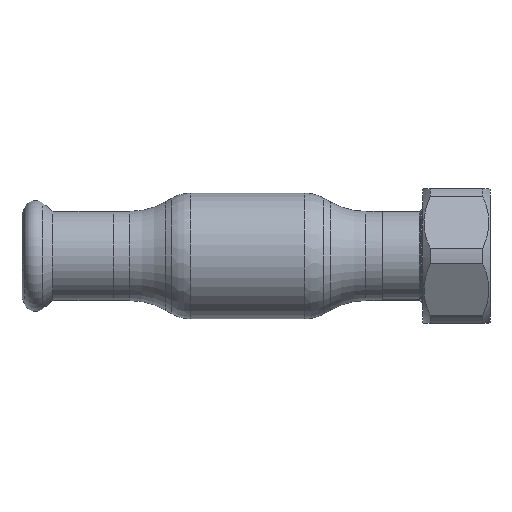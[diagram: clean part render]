
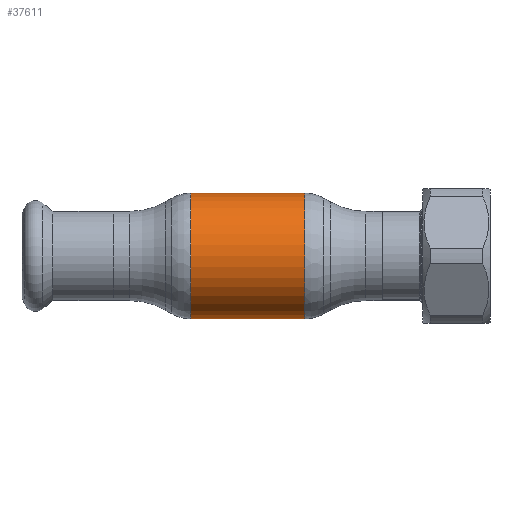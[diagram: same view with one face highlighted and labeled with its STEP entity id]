
A CAD part, front view. The second image highlights one B-rep face of the part: STEP entity #37611.
In plain terms, the highlighted cylindrical face has radius 15 mm (diameter 30 mm), a partial arc.
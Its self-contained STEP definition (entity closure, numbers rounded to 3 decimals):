
#11 = VECTOR ( 'NONE', #30150, 1000. ) ;
#1317 = DIRECTION ( 'NONE',  ( 0., 0., 1. ) ) ;
#2489 = CIRCLE ( 'NONE', #57996, 15. ) ;
#3067 = ORIENTED_EDGE ( 'NONE', *, *, #9035, .T. ) ;
#3591 = CYLINDRICAL_SURFACE ( 'NONE', #42930, 15. ) ;
#4759 = CARTESIAN_POINT ( 'NONE',  ( -13.588, 0., 0. ) ) ;
#5636 = VERTEX_POINT ( 'NONE', #49187 ) ;
#9035 = EDGE_CURVE ( 'NONE', #5636, #45064, #30420, .T. ) ;
#10486 = DIRECTION ( 'NONE',  ( -1., 0., 0. ) ) ;
#14288 = DIRECTION ( 'NONE',  ( -1., 0., 0. ) ) ;
#22889 = CARTESIAN_POINT ( 'NONE',  ( -62.69, 0., 0. ) ) ;
#25565 = VERTEX_POINT ( 'NONE', #47332 ) ;
#27351 = FACE_OUTER_BOUND ( 'NONE', #47271, .T. ) ;
#28279 = EDGE_CURVE ( 'NONE', #51906, #25565, #54169, .T. ) ;
#29841 = CARTESIAN_POINT ( 'NONE',  ( -62.69, 0., -15. ) ) ;
#30150 = DIRECTION ( 'NONE',  ( -1., 0., 0. ) ) ;
#30420 = LINE ( 'NONE', #49712, #37152 ) ;
#30738 = DIRECTION ( 'NONE',  ( -1., 0., 0. ) ) ;
#34734 = CIRCLE ( 'NONE', #43877, 15. ) ;
#36826 = DIRECTION ( 'NONE',  ( -1., 0., 0. ) ) ;
#37152 = VECTOR ( 'NONE', #30738, 1000. ) ;
#37611 = ADVANCED_FACE ( 'NONE', ( #27351 ), #3591, .T. ) ;
#42930 = AXIS2_PLACEMENT_3D ( 'NONE', #22889, #36826, #56397 ) ;
#43877 = AXIS2_PLACEMENT_3D ( 'NONE', #4759, #14288, #47813 ) ;
#45064 = VERTEX_POINT ( 'NONE', #61625 ) ;
#46766 = CARTESIAN_POINT ( 'NONE',  ( 13.588, 0., -15. ) ) ;
#47271 = EDGE_LOOP ( 'NONE', ( #59899, #54173, #3067, #62513 ) ) ;
#47332 = CARTESIAN_POINT ( 'NONE',  ( -13.588, 0., -15. ) ) ;
#47813 = DIRECTION ( 'NONE',  ( 0., 0., 1. ) ) ;
#49187 = CARTESIAN_POINT ( 'NONE',  ( 13.588, 0., 15. ) ) ;
#49712 = CARTESIAN_POINT ( 'NONE',  ( -62.69, 0., 15. ) ) ;
#51906 = VERTEX_POINT ( 'NONE', #46766 ) ;
#54169 = LINE ( 'NONE', #29841, #11 ) ;
#54173 = ORIENTED_EDGE ( 'NONE', *, *, #59138, .T. ) ;
#56397 = DIRECTION ( 'NONE',  ( 0., 0., 1. ) ) ;
#57996 = AXIS2_PLACEMENT_3D ( 'NONE', #58526, #10486, #1317 ) ;
#58447 = EDGE_CURVE ( 'NONE', #25565, #45064, #34734, .T. ) ;
#58526 = CARTESIAN_POINT ( 'NONE',  ( 13.588, 0., 0. ) ) ;
#59138 = EDGE_CURVE ( 'NONE', #51906, #5636, #2489, .T. ) ;
#59899 = ORIENTED_EDGE ( 'NONE', *, *, #28279, .F. ) ;
#61625 = CARTESIAN_POINT ( 'NONE',  ( -13.588, 0., 15. ) ) ;
#62513 = ORIENTED_EDGE ( 'NONE', *, *, #58447, .F. ) ;
